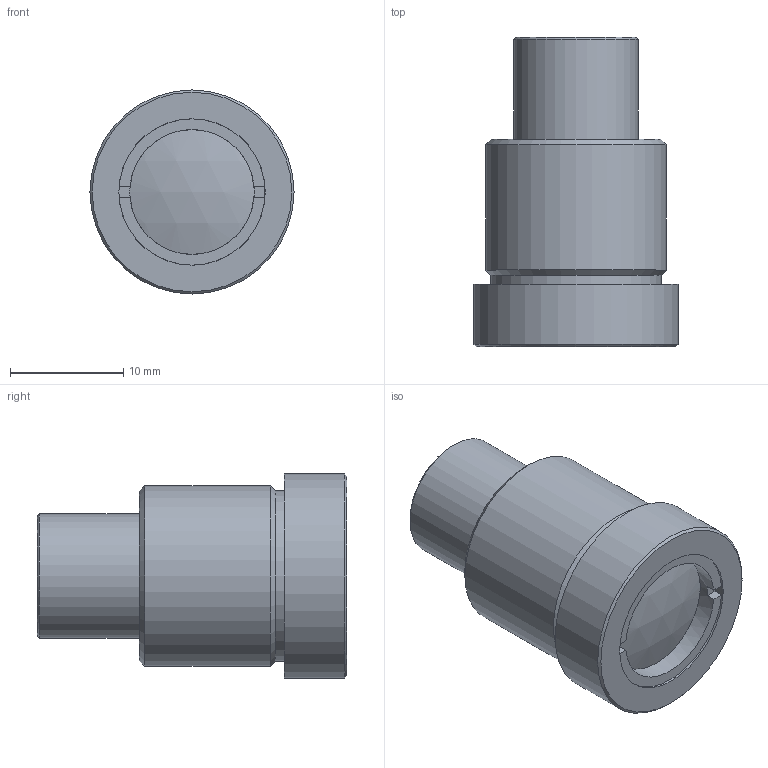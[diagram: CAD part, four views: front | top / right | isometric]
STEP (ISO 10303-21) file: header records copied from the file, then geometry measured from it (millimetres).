
FILE_DESCRIPTION(/* description */ (''),/* implementation_level */ '2;1');
FILE_NAME(/* name */ 'Collimator step.step',/* time_stamp */ '2024-10-17T15:23:00+03:00',/* author */ (''),/* organization */ (''),/* preprocessor_version */ 'ST-DEVELOPER v20',/* originating_system */ 'Autodesk Translation Framework v13.20.0.188',/* authorisation */ '');
FILE_SCHEMA (('AUTOMOTIVE_DESIGN { 1 0 10303 214 3 1 1 }'));
Length unit declared in the file: millimetre
Products named in the file (3): Kolimatoriaus stepui; M6.5_RR_01 v6; SM05_RR_01 v7
Assembly tree (2 placements, depth 2):
  Kolimatoriaus stepui
    M6.5_RR_01 v6
    SM05_RR_01 v7
Bounding box: 18 x 27.3 x 18 mm (x, y, z)
Volume: 4585 mm3; surface area: 1878.5 mm2
Topology: 1 solids, 1 shells, 35 faces, 81 edges, 53 vertices
Faces by surface type: plane 22, cylinder 8, cone 4, sphere 1
Full cylindrical faces by diameter (mm): 4.5 x1, 6.069 x1, 11 x2, 12.905 x1, 15 x1, 15.927 x1, 18 x1
Entity records: 1108 total; most frequent: DIRECTION 198, CARTESIAN_POINT 174, ORIENTED_EDGE 162, EDGE_CURVE 81, AXIS2_PLACEMENT_3D 77, VERTEX_POINT 53, LINE 44, VECTOR 44
